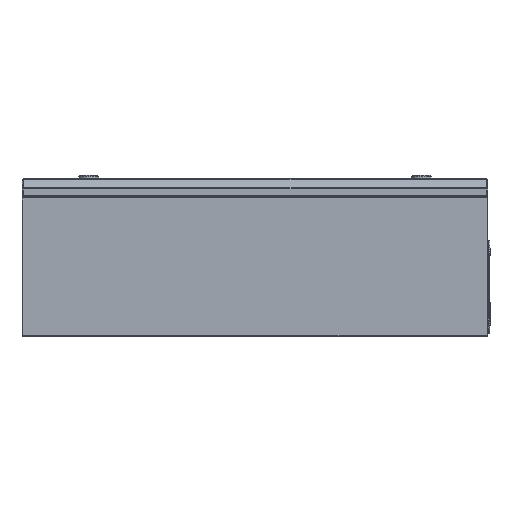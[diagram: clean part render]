
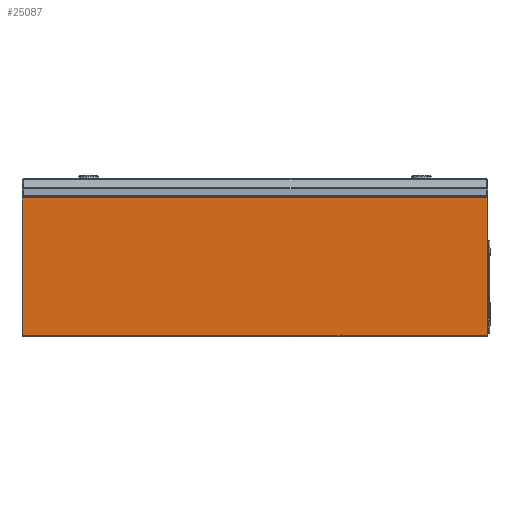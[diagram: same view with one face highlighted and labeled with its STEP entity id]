
A CAD part, left-side view. The second image highlights one B-rep face of the part: STEP entity #25087.
In plain terms, the highlighted planar face has unit normal (-1, 0, 0).
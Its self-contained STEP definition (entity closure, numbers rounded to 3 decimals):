
#1811 = EDGE_CURVE ( 'NONE', #27657, #6080, #18271, .T. ) ;
#2718 = CARTESIAN_POINT ( 'NONE',  ( -356.583, -558.944, 192.7 ) ) ;
#3383 = LINE ( 'NONE', #12186, #24285 ) ;
#3773 = EDGE_CURVE ( 'NONE', #25579, #27657, #28644, .T. ) ;
#3828 = ORIENTED_EDGE ( 'NONE', *, *, #1811, .T. ) ;
#5101 = PLANE ( 'NONE',  #6663 ) ;
#6080 = VERTEX_POINT ( 'NONE', #12634 ) ;
#6096 = CARTESIAN_POINT ( 'NONE',  ( -356.583, 89.056, 192.7 ) ) ;
#6131 = ORIENTED_EDGE ( 'NONE', *, *, #3773, .T. ) ;
#6663 = AXIS2_PLACEMENT_3D ( 'NONE', #13740, #7306, #23091 ) ;
#7185 = DIRECTION ( 'NONE',  ( 0., 0., -1. ) ) ;
#7306 = DIRECTION ( 'NONE',  ( 1., 0., 0. ) ) ;
#9176 = CARTESIAN_POINT ( 'NONE',  ( -356.583, -558.944, 192.7 ) ) ;
#9224 = FACE_OUTER_BOUND ( 'NONE', #24121, .T. ) ;
#9575 = CARTESIAN_POINT ( 'NONE',  ( -356.583, 89.056, 192.7 ) ) ;
#10449 = VECTOR ( 'NONE', #7185, 1000. ) ;
#11221 = LINE ( 'NONE', #9176, #20374 ) ;
#11872 = CARTESIAN_POINT ( 'NONE',  ( -356.583, 89.056, 192.7 ) ) ;
#12186 = CARTESIAN_POINT ( 'NONE',  ( -356.583, 89.056, 1. ) ) ;
#12634 = CARTESIAN_POINT ( 'NONE',  ( -356.583, 89.056, 1. ) ) ;
#13740 = CARTESIAN_POINT ( 'NONE',  ( -356.583, 89.056, 192.7 ) ) ;
#13773 = EDGE_CURVE ( 'NONE', #17949, #25579, #11221, .T. ) ;
#16666 = EDGE_CURVE ( 'NONE', #17949, #6080, #3383, .T. ) ;
#16990 = CARTESIAN_POINT ( 'NONE',  ( -356.583, -558.944, 1. ) ) ;
#17949 = VERTEX_POINT ( 'NONE', #16990 ) ;
#18271 = LINE ( 'NONE', #11872, #10449 ) ;
#20374 = VECTOR ( 'NONE', #22172, 1000. ) ;
#22172 = DIRECTION ( 'NONE',  ( 0., 0., 1. ) ) ;
#23091 = DIRECTION ( 'NONE',  ( 0., 0., -1. ) ) ;
#23647 = DIRECTION ( 'NONE',  ( 0., 1., 0. ) ) ;
#24121 = EDGE_LOOP ( 'NONE', ( #28205, #28045, #6131, #3828 ) ) ;
#24285 = VECTOR ( 'NONE', #27989, 1000. ) ;
#25087 = ADVANCED_FACE ( 'NONE', ( #9224 ), #5101, .F. ) ;
#25579 = VERTEX_POINT ( 'NONE', #2718 ) ;
#27657 = VERTEX_POINT ( 'NONE', #9575 ) ;
#27840 = VECTOR ( 'NONE', #23647, 1000. ) ;
#27989 = DIRECTION ( 'NONE',  ( 0., 1., 0. ) ) ;
#28045 = ORIENTED_EDGE ( 'NONE', *, *, #13773, .T. ) ;
#28205 = ORIENTED_EDGE ( 'NONE', *, *, #16666, .F. ) ;
#28644 = LINE ( 'NONE', #6096, #27840 ) ;
